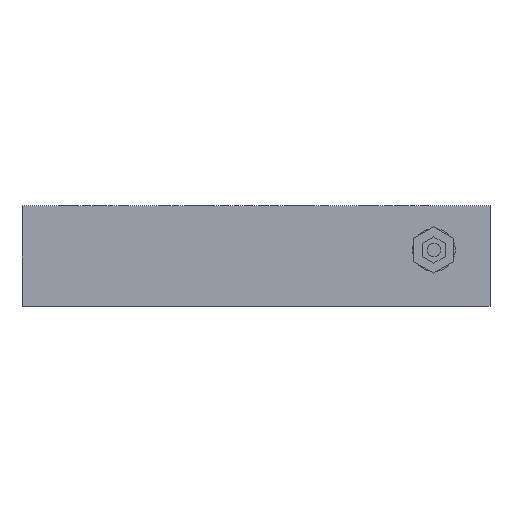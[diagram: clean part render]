
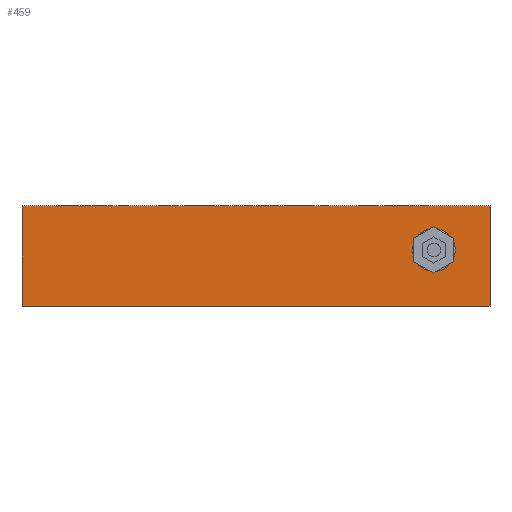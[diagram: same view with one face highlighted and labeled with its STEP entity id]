
A CAD part, left-side view. The second image highlights one B-rep face of the part: STEP entity #459.
In plain terms, the highlighted planar face has unit normal (-1, 0, 0).
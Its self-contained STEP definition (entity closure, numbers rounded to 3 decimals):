
#459=ADVANCED_FACE('',(#1165,#1166),#1167,.F.);
#1165=FACE_BOUND('',#2190,.T.);
#1166=FACE_OUTER_BOUND('',#2191,.T.);
#1167=PLANE('',#2192);
#2190=EDGE_LOOP('',(#3478,#3479));
#2191=EDGE_LOOP('',(#3480,#3481,#3482,#3483));
#2192=AXIS2_PLACEMENT_3D('',#3484,#3485,#3486);
#3478=ORIENTED_EDGE('',*,*,#5916,.T.);
#3479=ORIENTED_EDGE('',*,*,#5917,.T.);
#3480=ORIENTED_EDGE('',*,*,#5918,.T.);
#3481=ORIENTED_EDGE('',*,*,#5919,.F.);
#3482=ORIENTED_EDGE('',*,*,#5920,.F.);
#3483=ORIENTED_EDGE('',*,*,#5921,.F.);
#3484=CARTESIAN_POINT('',(332.0,175.0,82.5));
#3485=DIRECTION('',(1.0,0.0,0.0));
#3486=DIRECTION('',(0.0,0.0,-1.0));
#5916=EDGE_CURVE('',#7107,#7108,#7109,.T.);
#5917=EDGE_CURVE('',#7108,#7107,#7110,.T.);
#5918=EDGE_CURVE('',#7111,#7112,#7113,.T.);
#5919=EDGE_CURVE('',#7114,#7112,#7115,.T.);
#5920=EDGE_CURVE('',#7116,#7114,#7117,.T.);
#5921=EDGE_CURVE('',#7111,#7116,#7118,.T.);
#7107=VERTEX_POINT('',#8732);
#7108=VERTEX_POINT('',#8733);
#7109=CIRCLE('',#8734,16.0);
#7110=CIRCLE('',#8735,16.0);
#7111=VERTEX_POINT('',#8736);
#7112=VERTEX_POINT('',#8737);
#7113=LINE('',#8738,#8739);
#7114=VERTEX_POINT('',#8740);
#7115=LINE('',#8741,#8742);
#7116=VERTEX_POINT('',#8743);
#7117=LINE('',#8744,#8745);
#7118=LINE('',#8746,#8747);
#8732=CARTESIAN_POINT('',(332.0,58.0,87.0));
#8733=CARTESIAN_POINT('',(332.0,26.0,87.0));
#8734=AXIS2_PLACEMENT_3D('',#10528,#10529,#10530);
#8735=AXIS2_PLACEMENT_3D('',#10531,#10532,#10533);
#8736=CARTESIAN_POINT('',(332.0,350.0,120.0));
#8737=CARTESIAN_POINT('',(332.0,350.0,45.0));
#8738=CARTESIAN_POINT('',(332.0,350.0,82.5));
#8739=VECTOR('',#10534,1.0);
#8740=CARTESIAN_POINT('',(332.0,0.0,45.0));
#8741=CARTESIAN_POINT('',(332.0,175.0,45.0));
#8742=VECTOR('',#10535,1.0);
#8743=CARTESIAN_POINT('',(332.0,0.0,120.0));
#8744=CARTESIAN_POINT('',(332.0,0.0,82.5));
#8745=VECTOR('',#10536,1.0);
#8746=CARTESIAN_POINT('',(332.0,175.0,120.0));
#8747=VECTOR('',#10537,1.0);
#10528=CARTESIAN_POINT('',(332.0,42.0,87.0));
#10529=DIRECTION('',(1.0,0.,0.0));
#10530=DIRECTION('',(0.,1.0,0.0));
#10531=CARTESIAN_POINT('',(332.0,42.0,87.0));
#10532=DIRECTION('',(1.0,0.,0.0));
#10533=DIRECTION('',(0.,1.0,0.0));
#10534=DIRECTION('',(0.0,0.0,-1.0));
#10535=DIRECTION('',(0.0,1.0,0.0));
#10536=DIRECTION('',(0.0,0.0,-1.0));
#10537=DIRECTION('',(0.0,-1.0,0.0));
